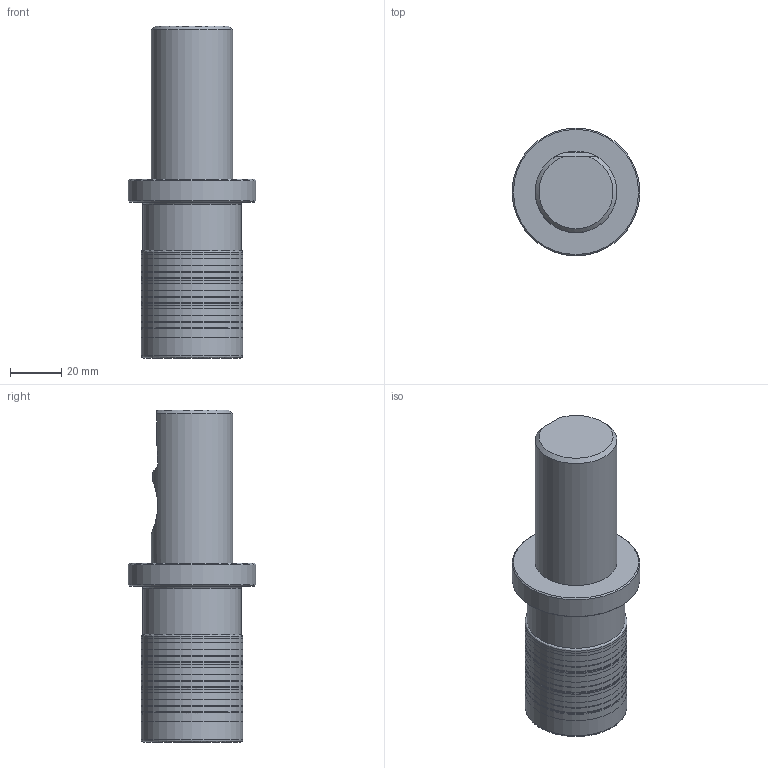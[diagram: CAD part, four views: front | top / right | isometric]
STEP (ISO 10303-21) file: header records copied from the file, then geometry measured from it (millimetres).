
FILE_DESCRIPTION(/* description */ (''),/* implementation_level */ '2;1');
FILE_NAME(/* name */ 'R217.42-3240.3S-041-LNXO.3A_Basic.stp',/* time_stamp */ '2024-02-09T15:02:38+06:00',/* author */ (''),/* organization */ (''),/* preprocessor_version */ 'ST-DEVELOPER v16.7',/* originating_system */ 'SIEMENS PLM Software NX 12.0',/* authorisation */ '');
FILE_SCHEMA (('AUTOMOTIVE_DESIGN { 1 0 10303 214 3 1 1 1 }'));
Length unit declared in the file: millimetre
Products named in the file (5): CUT2; CUT1; NOCUT; ASSEMBLY_CONSTRUCTION; A2708373_stp_stp
Assembly tree (6 placements, depth 2):
  A2708373_stp_stp
    ASSEMBLY_CONSTRUCTION
    NOCUT
    CUT1
    CUT2  x3
Bounding box: 50 x 50 x 130 mm (x, y, z)
Volume: 170457.6 mm3; surface area: 33793.8 mm2
Topology: 5 solids, 5 shells, 119 faces, 261 edges, 171 vertices
Faces by surface type: revolution 94, plane 10, cone 8, cylinder 3, torus 3, bspline 1
Full cylindrical faces by diameter (mm): 31.992 x1, 38.437 x1, 50 x1
Entity records: 4601 total; most frequent: CARTESIAN_POINT 2106, DIRECTION 438, ORIENTED_EDGE 258, EDGE_LOOP 230, FACE_BOUND 222, AXIS2_PLACEMENT_3D 168, EDGE_CURVE 129, VERTEX_POINT 123
